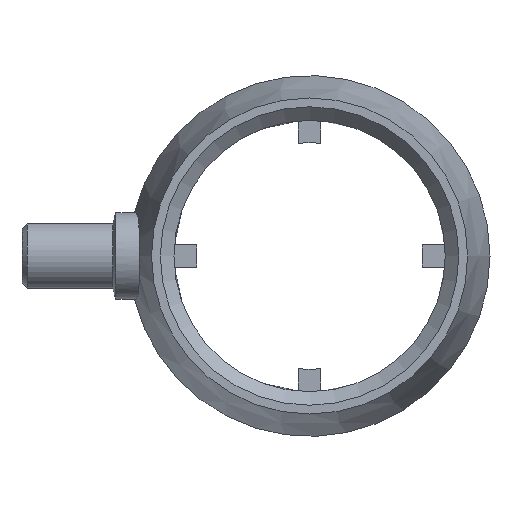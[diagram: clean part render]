
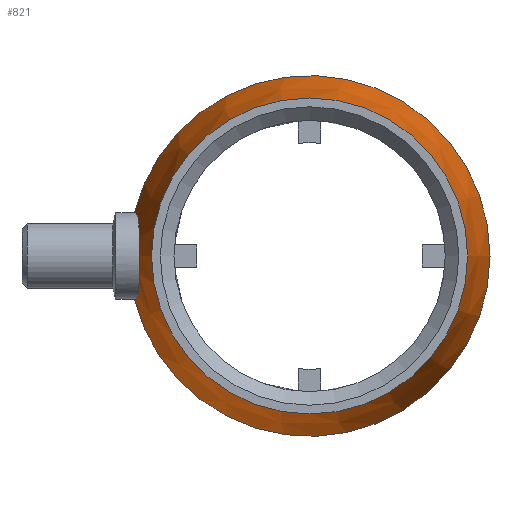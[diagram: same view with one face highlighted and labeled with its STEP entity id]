
A CAD part, left-side view. The second image highlights one B-rep face of the part: STEP entity #821.
In plain terms, the highlighted conical face has half-angle 12.85 degrees and reference radius 31.188 mm.
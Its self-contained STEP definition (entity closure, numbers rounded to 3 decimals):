
#23=B_SPLINE_CURVE_WITH_KNOTS('',3,(#1506,#1507,#1508,#1509,#1510,#1511,
#1512,#1513,#1514,#1515,#1516,#1517,#1518,#1519,#1520,#1521,#1522,#1523,
#1524,#1525,#1526,#1527,#1528),.UNSPECIFIED.,.F.,.F.,(4,2,2,2,2,2,2,2,2,
3,4),(-2.379,-2.334,-2.041,-1.748,
-1.458,-1.167,-0.876,-0.586,
-0.293,0.,0.045),.UNSPECIFIED.);
#45=CONICAL_SURFACE('',#934,31.188,0.224);
#91=CIRCLE('',#932,33.25);
#92=CIRCLE('',#933,33.25);
#93=CIRCLE('',#935,29.125);
#159=FACE_OUTER_BOUND('',#220,.T.);
#220=EDGE_LOOP('',(#736,#737,#738,#739,#740,#741));
#279=LINE('',#1577,#334);
#334=VECTOR('',#1188,31.188);
#395=VERTEX_POINT('',#1494);
#396=VERTEX_POINT('',#1505);
#405=VERTEX_POINT('',#1571);
#406=VERTEX_POINT('',#1576);
#499=EDGE_CURVE('',#396,#395,#23,.T.);
#516=EDGE_CURVE('',#405,#395,#91,.T.);
#517=EDGE_CURVE('',#396,#405,#92,.T.);
#518=EDGE_CURVE('',#405,#406,#279,.T.);
#519=EDGE_CURVE('',#406,#406,#93,.T.);
#736=ORIENTED_EDGE('',*,*,#499,.T.);
#737=ORIENTED_EDGE('',*,*,#516,.F.);
#738=ORIENTED_EDGE('',*,*,#518,.T.);
#739=ORIENTED_EDGE('',*,*,#519,.T.);
#740=ORIENTED_EDGE('',*,*,#518,.F.);
#741=ORIENTED_EDGE('',*,*,#517,.F.);
#821=ADVANCED_FACE('',(#159),#45,.T.);
#932=AXIS2_PLACEMENT_3D('',#1573,#1182,#1183);
#933=AXIS2_PLACEMENT_3D('',#1574,#1184,#1185);
#934=AXIS2_PLACEMENT_3D('',#1575,#1186,#1187);
#935=AXIS2_PLACEMENT_3D('',#1578,#1189,#1190);
#1182=DIRECTION('center_axis',(1.,0.,0.));
#1183=DIRECTION('ref_axis',(0.,0.,-1.));
#1184=DIRECTION('center_axis',(1.,0.,0.));
#1185=DIRECTION('ref_axis',(0.,0.,-1.));
#1186=DIRECTION('center_axis',(1.,0.,0.));
#1187=DIRECTION('ref_axis',(0.,1.,0.));
#1188=DIRECTION('',(-0.975,0.222,0.));
#1189=DIRECTION('center_axis',(1.,0.,0.));
#1190=DIRECTION('ref_axis',(0.,0.,-1.));
#1494=CARTESIAN_POINT('',(-36.417,32.273,-8.));
#1505=CARTESIAN_POINT('',(-36.417,32.273,8.));
#1506=CARTESIAN_POINT('Ctrl Pts',(-36.417,32.273,8.));
#1507=CARTESIAN_POINT('Ctrl Pts',(-36.564,32.239,8.));
#1508=CARTESIAN_POINT('Ctrl Pts',(-36.711,32.205,7.996));
#1509=CARTESIAN_POINT('Ctrl Pts',(-37.807,31.962,7.936));
#1510=CARTESIAN_POINT('Ctrl Pts',(-38.825,31.784,7.698));
#1511=CARTESIAN_POINT('Ctrl Pts',(-40.698,31.544,6.836));
#1512=CARTESIAN_POINT('Ctrl Pts',(-41.552,31.479,6.212));
#1513=CARTESIAN_POINT('Ctrl Pts',(-42.889,31.416,4.801));
#1514=CARTESIAN_POINT('Ctrl Pts',(-43.466,31.413,3.921));
#1515=CARTESIAN_POINT('Ctrl Pts',(-44.23,31.418,2.005));
#1516=CARTESIAN_POINT('Ctrl Pts',(-44.417,31.425,0.969));
#1517=CARTESIAN_POINT('Ctrl Pts',(-44.417,31.425,-0.969));
#1518=CARTESIAN_POINT('Ctrl Pts',(-44.23,31.418,-2.005));
#1519=CARTESIAN_POINT('Ctrl Pts',(-43.466,31.413,-3.921));
#1520=CARTESIAN_POINT('Ctrl Pts',(-42.889,31.416,-4.801));
#1521=CARTESIAN_POINT('Ctrl Pts',(-41.552,31.479,-6.212));
#1522=CARTESIAN_POINT('Ctrl Pts',(-40.698,31.544,-6.836));
#1523=CARTESIAN_POINT('Ctrl Pts',(-38.825,31.784,-7.698));
#1524=CARTESIAN_POINT('Ctrl Pts',(-37.807,31.962,-7.936));
#1525=CARTESIAN_POINT('Ctrl Pts',(-36.856,32.173,-7.988));
#1526=CARTESIAN_POINT('Ctrl Pts',(-36.711,32.205,-7.996));
#1527=CARTESIAN_POINT('Ctrl Pts',(-36.564,32.239,-8.));
#1528=CARTESIAN_POINT('Ctrl Pts',(-36.417,32.273,-8.));
#1571=CARTESIAN_POINT('',(-36.417,-33.25,0.));
#1573=CARTESIAN_POINT('Origin',(-36.417,0.,0.));
#1574=CARTESIAN_POINT('Origin',(-36.417,0.,0.));
#1575=CARTESIAN_POINT('Origin',(-45.458,0.,0.));
#1576=CARTESIAN_POINT('',(-54.5,-29.125,0.));
#1577=CARTESIAN_POINT('',(-45.458,-31.188,0.));
#1578=CARTESIAN_POINT('Origin',(-54.5,0.,0.));
